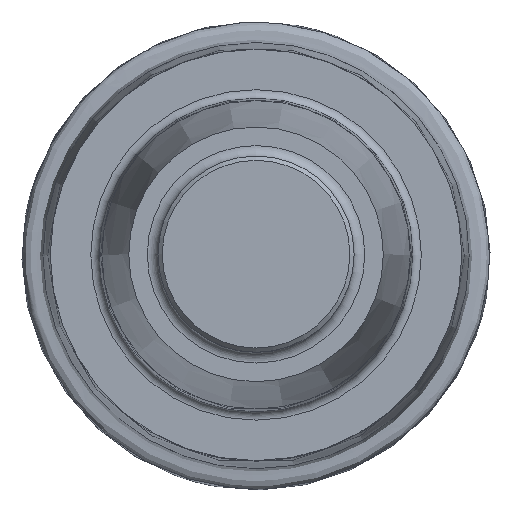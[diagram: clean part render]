
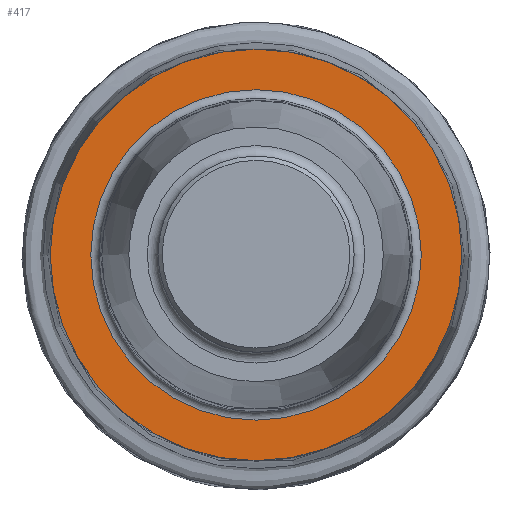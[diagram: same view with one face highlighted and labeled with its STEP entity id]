
A CAD part, top view. The second image highlights one B-rep face of the part: STEP entity #417.
In plain terms, the highlighted planar face has unit normal (0, 0, 1).
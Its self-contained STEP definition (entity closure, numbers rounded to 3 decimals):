
#140=PLANE('',#647);
#192=EDGE_LOOP('',(#264));
#193=EDGE_LOOP('',(#265));
#264=ORIENTED_EDGE('',*,*,#344,.T.);
#265=ORIENTED_EDGE('',*,*,#343,.F.);
#343=EDGE_CURVE('',#516,#516,#378,.T.);
#344=EDGE_CURVE('',#517,#517,#379,.T.);
#378=CIRCLE('',#644,9.65);
#379=CIRCLE('',#646,7.75);
#417=ADVANCED_FACE('',(#468,#469),#140,.F.);
#468=FACE_BOUND('',#192,.T.);
#469=FACE_BOUND('',#193,.T.);
#516=VERTEX_POINT('',#5899);
#517=VERTEX_POINT('',#5902);
#644=AXIS2_PLACEMENT_3D('',#5898,#760,#761);
#646=AXIS2_PLACEMENT_3D('',#5901,#764,#765);
#647=AXIS2_PLACEMENT_3D('',#5903,#766,#767);
#760=DIRECTION('',(0.,0.,-1.));
#761=DIRECTION('',(-1.,0.,0.));
#764=DIRECTION('',(0.,0.,-1.));
#765=DIRECTION('',(-1.,0.,0.));
#766=DIRECTION('',(0.,0.,-1.));
#767=DIRECTION('',(-1.,0.,0.));
#5898=CARTESIAN_POINT('',(0.,0.,0.));
#5899=CARTESIAN_POINT('',(-9.65,0.,0.));
#5901=CARTESIAN_POINT('',(0.,0.,0.));
#5902=CARTESIAN_POINT('',(-7.75,0.,0.));
#5903=CARTESIAN_POINT('',(-7.365,0.,0.));
